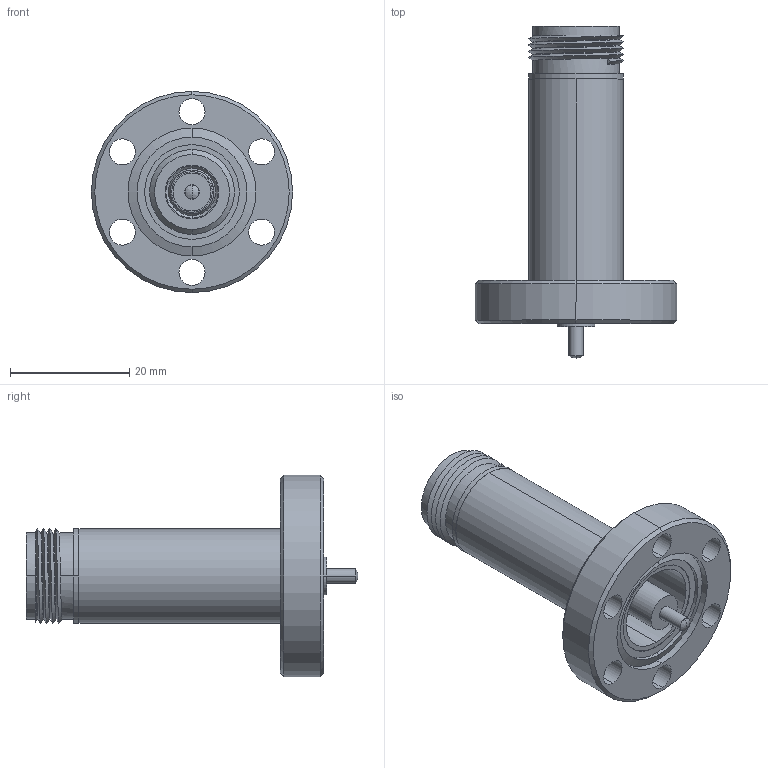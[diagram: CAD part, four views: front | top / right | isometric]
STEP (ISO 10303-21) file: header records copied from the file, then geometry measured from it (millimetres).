
FILE_DESCRIPTION (( 'STEP AP203' ), '1' );
FILE_NAME ('A1706-1-CF.STEP', '2011-10-18T12:08:13', ( '' ), ( '' ), 'SwSTEP 2.0', 'SolidWorks 2011', '' );
FILE_SCHEMA (( 'CONFIG_CONTROL_DESIGN' ));
Length unit declared in the file: inch
Products named in the file (1): A1706-1-CF
Bounding box: 33.78 x 55.72 x 33.78 mm (x, y, z)
Volume: 9412.5 mm3; surface area: 9417.9 mm2
Topology: 1 solids, 4 shells, 182 faces, 429 edges, 271 vertices
Faces by surface type: cylinder 93, plane 45, cone 34, bspline 10
Entity records: 5950 total; most frequent: CARTESIAN_POINT 1625, DIRECTION 951, ORIENTED_EDGE 846, EDGE_CURVE 423, AXIS2_PLACEMENT_3D 398, VERTEX_POINT 271, CIRCLE 225, EDGE_LOOP 220
